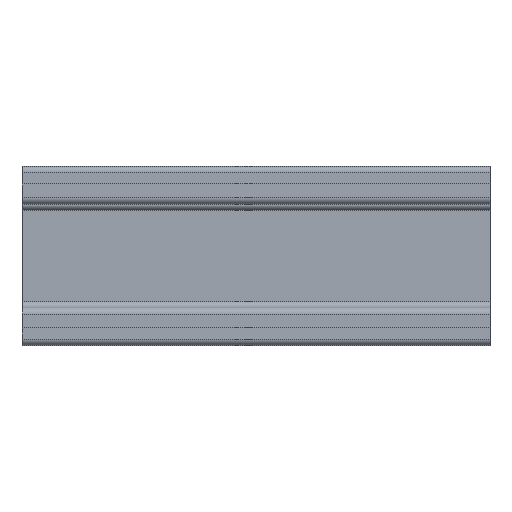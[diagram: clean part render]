
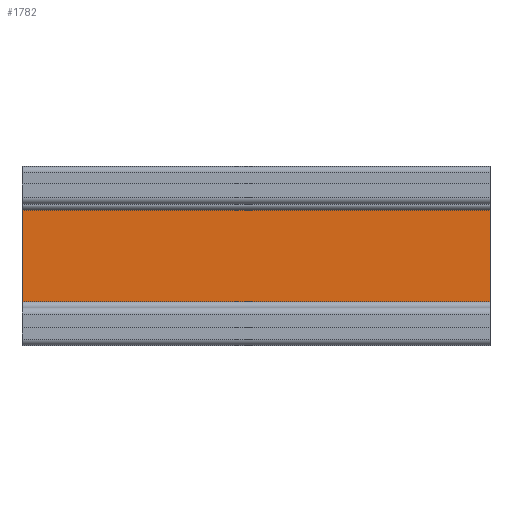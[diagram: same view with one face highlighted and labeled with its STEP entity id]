
A CAD part, top view. The second image highlights one B-rep face of the part: STEP entity #1782.
In plain terms, the highlighted planar face has unit normal (0, 0, 1).
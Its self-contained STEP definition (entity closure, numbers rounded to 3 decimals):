
#100=FACE_OUTER_BOUND('',#192,.T.);
#192=EDGE_LOOP('',(#1179,#1180,#1181,#1182));
#293=LINE('',#2558,#511);
#294=LINE('',#2560,#512);
#295=LINE('',#2562,#513);
#296=LINE('',#2563,#514);
#511=VECTOR('',#2047,10.);
#512=VECTOR('',#2048,10.);
#513=VECTOR('',#2049,10.);
#514=VECTOR('',#2050,10.);
#729=VERTEX_POINT('',#2556);
#730=VERTEX_POINT('',#2557);
#731=VERTEX_POINT('',#2559);
#732=VERTEX_POINT('',#2561);
#909=EDGE_CURVE('',#729,#730,#293,.T.);
#910=EDGE_CURVE('',#731,#729,#294,.T.);
#911=EDGE_CURVE('',#732,#731,#295,.T.);
#912=EDGE_CURVE('',#730,#732,#296,.T.);
#1179=ORIENTED_EDGE('',*,*,#909,.F.);
#1180=ORIENTED_EDGE('',*,*,#910,.F.);
#1181=ORIENTED_EDGE('',*,*,#911,.F.);
#1182=ORIENTED_EDGE('',*,*,#912,.F.);
#1716=PLANE('',#1894);
#1782=ADVANCED_FACE('',(#100),#1716,.T.);
#1894=AXIS2_PLACEMENT_3D('',#2555,#2045,#2046);
#2045=DIRECTION('center_axis',(0.,0.,1.));
#2046=DIRECTION('ref_axis',(0.,1.,0.));
#2047=DIRECTION('',(0.,1.,0.));
#2048=DIRECTION('',(-1.,0.,0.));
#2049=DIRECTION('',(0.,-1.,0.));
#2050=DIRECTION('',(1.,0.,0.));
#2555=CARTESIAN_POINT('Origin',(0.,-9.75,-5.));
#2556=CARTESIAN_POINT('',(-100.,-9.75,-5.));
#2557=CARTESIAN_POINT('',(-100.,9.75,-5.));
#2558=CARTESIAN_POINT('',(-100.,7.312,-5.));
#2559=CARTESIAN_POINT('',(0.,-9.75,-5.));
#2560=CARTESIAN_POINT('',(0.,-9.75,-5.));
#2561=CARTESIAN_POINT('',(0.,9.75,-5.));
#2562=CARTESIAN_POINT('',(0.,0.,-5.));
#2563=CARTESIAN_POINT('',(0.,9.75,-5.));
